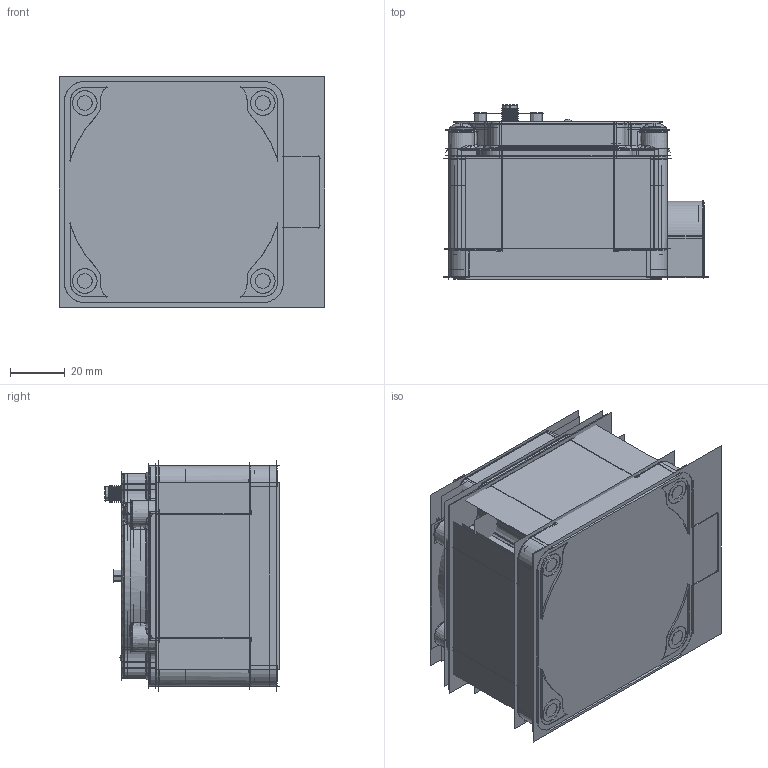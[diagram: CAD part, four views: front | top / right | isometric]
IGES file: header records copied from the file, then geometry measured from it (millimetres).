
Start section:  PTC IGES file: 195208.igs
Global section: file name: 195208.igs; native system: Creo Parametric by Parametric Technology Corporation; preprocessor: 2016010; author: PDMAdmin; organization: Unknown; date: 20160614.094622; units: millimetre
Bounding box: 97.14 x 63.73 x 84.09 mm (x, y, z)
Volume: 79770.6 mm3; surface area: 506305 mm2
Topology: 13 solids, 17 shells, 2044 faces, 10296 edges, 13109 vertices
Faces by surface type: revolution 1324, bspline 720
